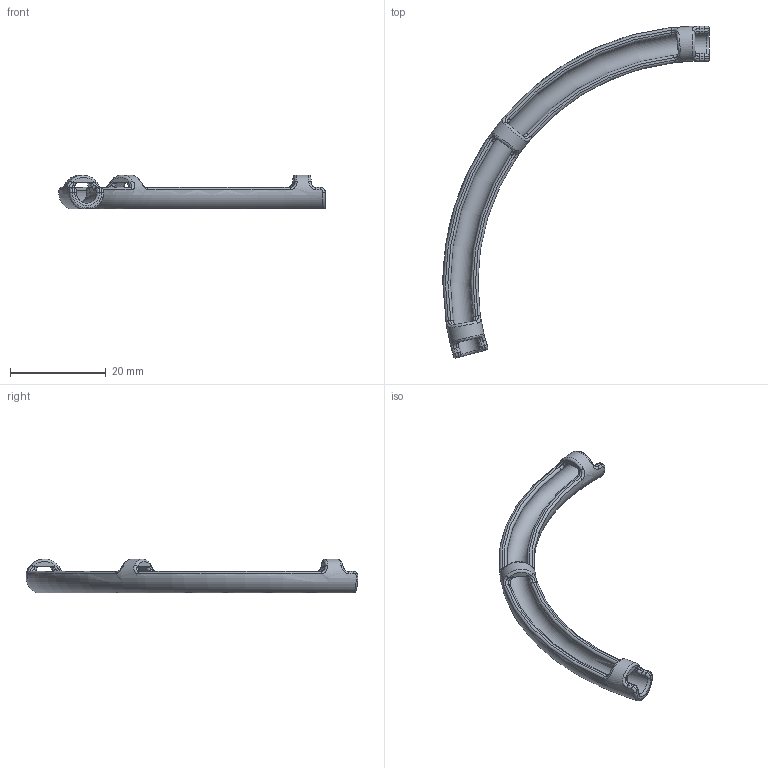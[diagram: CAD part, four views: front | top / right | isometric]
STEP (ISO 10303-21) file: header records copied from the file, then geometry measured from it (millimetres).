
FILE_DESCRIPTION(/* description */ (''),/* implementation_level */ '2;1');
FILE_NAME(/* name */ 'Trident_PTFE_guides.step',/* time_stamp */ '2022-12-01T00:37:51+01:00',/* author */ (''),/* organization */ (''),/* preprocessor_version */ 'ST-DEVELOPER v19.2',/* originating_system */ 'Autodesk Translation Framework v11.17.0.187',/* authorisation */ '');
FILE_SCHEMA (('AUTOMOTIVE_DESIGN { 1 0 10303 214 3 1 1 }'));
Length unit declared in the file: millimetre
Products named in the file (2): Trident_PTFE_guides; 105°
Assembly tree (1 placements, depth 2):
  Trident_PTFE_guides
    105°
Bounding box: 55.69 x 69.4 x 7.1 mm (x, y, z)
Volume: 1680.3 mm3; surface area: 2596.1 mm2
Topology: 1 solids, 1 shells, 126 faces, 308 edges, 180 vertices
Faces by surface type: bspline 66, plane 20, torus 18, cylinder 16, cone 6
Entity records: 5905 total; most frequent: CARTESIAN_POINT 3305, ORIENTED_EDGE 616, DIRECTION 408, EDGE_CURVE 308, AXIS2_PLACEMENT_3D 185, VERTEX_POINT 180, B_SPLINE_CURVE_WITH_KNOTS 148, EDGE_LOOP 128
